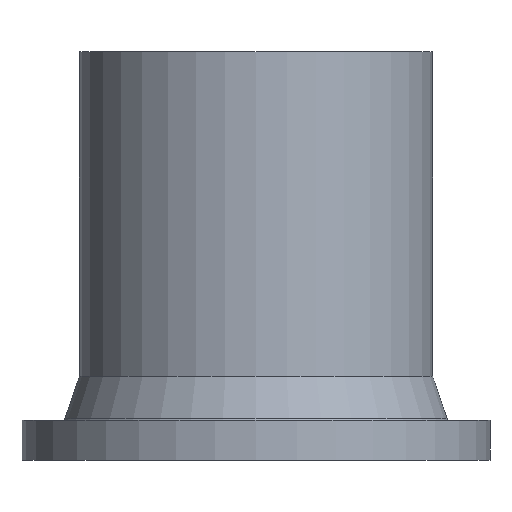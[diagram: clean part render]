
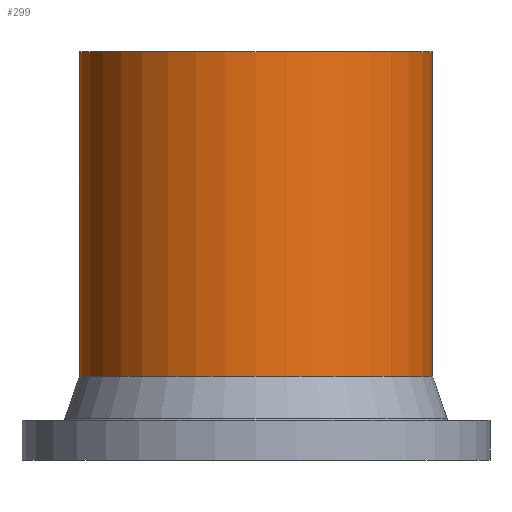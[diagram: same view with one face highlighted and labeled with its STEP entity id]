
A CAD part, front view. The second image highlights one B-rep face of the part: STEP entity #299.
In plain terms, the highlighted cylindrical face has radius 80 mm (diameter 160 mm), a partial arc.
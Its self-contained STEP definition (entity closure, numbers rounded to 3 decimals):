
#7 = EDGE_LOOP ( 'NONE', ( #114, #263, #39, #454 ) ) ;
#8 = DIRECTION ( 'NONE',  ( -1., 0., 0. ) ) ;
#39 = ORIENTED_EDGE ( 'NONE', *, *, #355, .T. ) ;
#48 = DIRECTION ( 'NONE',  ( 0., 0., -1. ) ) ;
#54 = VECTOR ( 'NONE', #470, 1000. ) ;
#60 = CARTESIAN_POINT ( 'NONE',  ( -80., 0., 0. ) ) ;
#76 = FACE_OUTER_BOUND ( 'NONE', #7, .T. ) ;
#85 = CARTESIAN_POINT ( 'NONE',  ( 80., 0., 0. ) ) ;
#110 = CIRCLE ( 'NONE', #399, 80. ) ;
#114 = ORIENTED_EDGE ( 'NONE', *, *, #231, .F. ) ;
#190 = AXIS2_PLACEMENT_3D ( 'NONE', #267, #48, #8 ) ;
#191 = CYLINDRICAL_SURFACE ( 'NONE', #190, 80. ) ;
#199 = DIRECTION ( 'NONE',  ( -1., 0., 0. ) ) ;
#204 = LINE ( 'NONE', #60, #54 ) ;
#220 = EDGE_CURVE ( 'NONE', #342, #268, #239, .T. ) ;
#221 = VERTEX_POINT ( 'NONE', #298 ) ;
#227 = VECTOR ( 'NONE', #301, 1000. ) ;
#231 = EDGE_CURVE ( 'NONE', #221, #342, #461, .T. ) ;
#239 = CIRCLE ( 'NONE', #363, 80. ) ;
#255 = VERTEX_POINT ( 'NONE', #264 ) ;
#263 = ORIENTED_EDGE ( 'NONE', *, *, #424, .T. ) ;
#264 = CARTESIAN_POINT ( 'NONE',  ( -80., 0., 185. ) ) ;
#267 = CARTESIAN_POINT ( 'NONE',  ( 0., 0., 0. ) ) ;
#268 = VERTEX_POINT ( 'NONE', #410 ) ;
#281 = CARTESIAN_POINT ( 'NONE',  ( 80., 0., 38. ) ) ;
#298 = CARTESIAN_POINT ( 'NONE',  ( 80., 0., 185. ) ) ;
#299 = ADVANCED_FACE ( 'NONE', ( #76 ), #191, .T. ) ;
#301 = DIRECTION ( 'NONE',  ( 0., 0., -1. ) ) ;
#323 = CARTESIAN_POINT ( 'NONE',  ( 0., 0., 185. ) ) ;
#342 = VERTEX_POINT ( 'NONE', #281 ) ;
#353 = DIRECTION ( 'NONE',  ( 0., 0., -1. ) ) ;
#355 = EDGE_CURVE ( 'NONE', #255, #268, #204, .T. ) ;
#356 = DIRECTION ( 'NONE',  ( -1., 0., 0. ) ) ;
#363 = AXIS2_PLACEMENT_3D ( 'NONE', #372, #457, #199 ) ;
#372 = CARTESIAN_POINT ( 'NONE',  ( 0., 0., 38. ) ) ;
#399 = AXIS2_PLACEMENT_3D ( 'NONE', #323, #353, #356 ) ;
#410 = CARTESIAN_POINT ( 'NONE',  ( -80., 0., 38. ) ) ;
#424 = EDGE_CURVE ( 'NONE', #221, #255, #110, .T. ) ;
#454 = ORIENTED_EDGE ( 'NONE', *, *, #220, .F. ) ;
#457 = DIRECTION ( 'NONE',  ( 0., 0., -1. ) ) ;
#461 = LINE ( 'NONE', #85, #227 ) ;
#470 = DIRECTION ( 'NONE',  ( 0., 0., -1. ) ) ;
